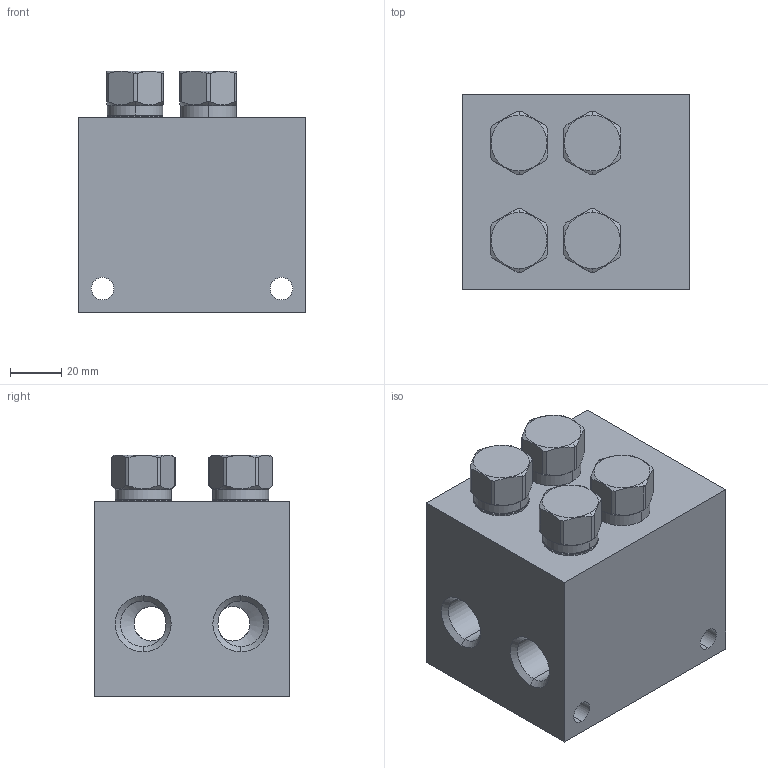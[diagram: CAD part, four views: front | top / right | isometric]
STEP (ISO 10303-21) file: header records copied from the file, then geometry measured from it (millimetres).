
FILE_DESCRIPTION((''),'2;1');
FILE_NAME('EPC_ASM','2020-07-01T',('ProEService'),(''),'PRO/ENGINEER BY PARAMETRIC TECHNOLOGY CORPORATION, 2014200','PRO/ENGINEER BY PARAMETRIC TECHNOLOGY CORPORATION, 2014200','');
FILE_SCHEMA(('CONFIG_CONTROL_DESIGN'));
Length unit declared in the file: inch
Products named in the file (4): 150-835-002; CXCDXAN; CXDAXAN; EPC_ASM
Assembly tree (5 placements, depth 2):
  EPC_ASM
    150-835-002
    CXCDXAN  x2
    CXDAXAN  x2
Bounding box: 88.9 x 76.2 x 94.46 mm (x, y, z)
Volume: 452153.3 mm3; surface area: 89453.4 mm2
Topology: 9 solids, 11 shells, 1228 faces, 3482 edges, 2461 vertices
Faces by surface type: cylinder 562, cone 254, plane 232, torus 120, bspline 36, revolution 24
Entity records: 29595 total; most frequent: CARTESIAN_POINT 10811, DIRECTION 3880, ORIENTED_EDGE 3558, EDGE_CURVE 1779, AXIS2_PLACEMENT_3D 1472, VERTEX_POINT 1110, VECTOR 924, LINE 924
